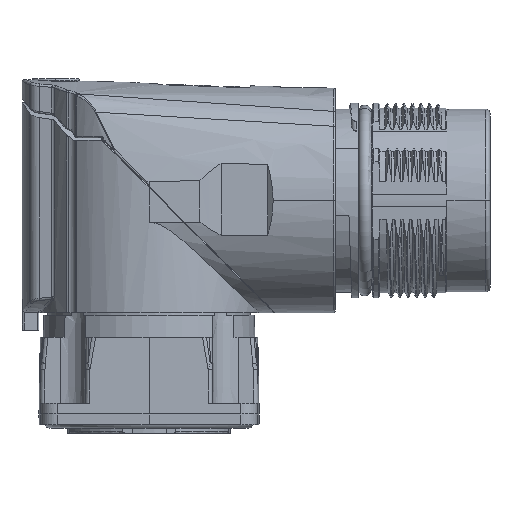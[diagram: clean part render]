
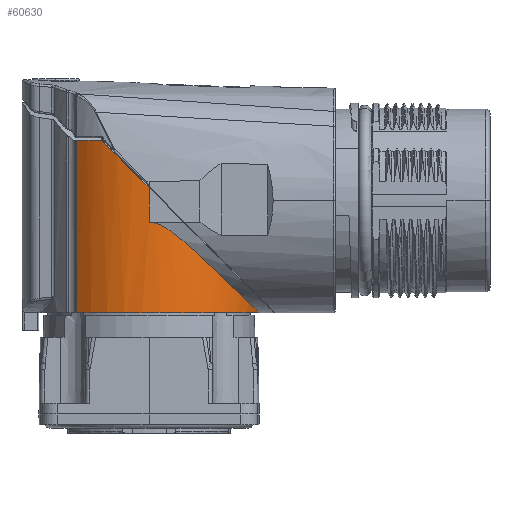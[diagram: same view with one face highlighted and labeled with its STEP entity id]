
A CAD part, left-side view. The second image highlights one B-rep face of the part: STEP entity #60630.
In plain terms, the highlighted cylindrical face has radius 13 mm (diameter 26 mm), a partial arc.
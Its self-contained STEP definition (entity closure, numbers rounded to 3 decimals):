
#21642=CARTESIAN_POINT('',(0.,0.,-13.25));
#21643=DIRECTION('',(0.,0.,1.));
#21644=DIRECTION('',(-0.754,0.657,0.));
#21645=AXIS2_PLACEMENT_3D('',#21642,#21643,#21644);
#21916=CARTESIAN_POINT('',(-13.,0.,1.5));
#21917=CARTESIAN_POINT('',(-13.,0.661,
2.161));
#21918=CARTESIAN_POINT('',(-12.9,1.951,
3.451));
#21919=CARTESIAN_POINT('',(-12.482,3.788,
5.288));
#21920=CARTESIAN_POINT('',(-12.037,4.949,
6.449));
#21921=CARTESIAN_POINT('',(-11.773,5.513,
7.013));
#22069=DIRECTION('',(0.,0.,-1.));
#22070=VECTOR('',#22069,4.057);
#22071=CARTESIAN_POINT('',(-13.,0.,1.5));
#22072=LINE('',#22071,#22070);
#22073=CARTESIAN_POINT('',(-13.,0.,-2.557));
#22074=CARTESIAN_POINT('',(-13.,-0.104,
-2.557));
#22075=CARTESIAN_POINT('',(-12.997,-0.318,
-2.57));
#22076=CARTESIAN_POINT('',(-12.985,-0.651,
-2.632));
#22077=CARTESIAN_POINT('',(-12.963,-1.008,
-2.742));
#22078=CARTESIAN_POINT('',(-12.927,-1.397,
-2.907));
#22079=CARTESIAN_POINT('',(-12.874,-1.822,
-3.133));
#22080=CARTESIAN_POINT('',(-12.802,-2.279,
-3.419));
#22081=CARTESIAN_POINT('',(-12.705,-2.77,
-3.765));
#22082=CARTESIAN_POINT('',(-12.578,-3.3,
-4.171));
#22083=CARTESIAN_POINT('',(-12.414,-3.875,
-4.639));
#22084=CARTESIAN_POINT('',(-12.203,-4.5,
-5.173));
#22085=CARTESIAN_POINT('',(-11.931,-5.183,
-5.777));
#22086=CARTESIAN_POINT('',(-11.579,-5.932,
-6.458));
#22087=CARTESIAN_POINT('',(-11.12,-6.759,
-7.225));
#22088=CARTESIAN_POINT('',(-10.516,-7.671,
-8.085));
#22089=CARTESIAN_POINT('',(-9.809,-8.555,
-8.929));
#22090=CARTESIAN_POINT('',(-9.059,-9.344,
-9.688));
#22091=CARTESIAN_POINT('',(-8.284,-10.036,
-10.357));
#22092=CARTESIAN_POINT('',(-7.481,-10.647,
-10.951));
#22093=CARTESIAN_POINT('',(-6.663,-11.176,
-11.466));
#22094=CARTESIAN_POINT('',(-5.834,-11.63,
-11.908));
#22095=CARTESIAN_POINT('',(-5.003,-12.01,
-12.28));
#22096=CARTESIAN_POINT('',(-4.166,-12.325,
-12.588));
#22097=CARTESIAN_POINT('',(-3.331,-12.576,
-12.834));
#22098=CARTESIAN_POINT('',(-2.495,-12.768,
-13.022));
#22099=CARTESIAN_POINT('',(-1.662,-12.902,
-13.154));
#22100=CARTESIAN_POINT('',(-0.831,-12.982,
-13.232));
#22101=CARTESIAN_POINT('',(-0.277,-13.,
-13.25));
#22102=CARTESIAN_POINT('',(0.,-13.,
-13.25));
#22104=CARTESIAN_POINT('',(-9.796,8.546,
7.126));
#22105=CARTESIAN_POINT('',(-10.545,7.687,
7.118));
#22106=CARTESIAN_POINT('',(-11.171,6.746,
7.11));
#22107=CARTESIAN_POINT('',(-11.673,5.723,
7.101));
#22109=CARTESIAN_POINT('',(-11.773,5.513,
7.013));
#22110=CARTESIAN_POINT('',(-11.764,5.532,
7.032));
#22111=CARTESIAN_POINT('',(-11.745,5.573,
7.064));
#22112=CARTESIAN_POINT('',(-11.712,5.643,
7.093));
#22113=CARTESIAN_POINT('',(-11.686,5.696,
7.101));
#22114=CARTESIAN_POINT('',(-11.673,5.723,
7.101));
#22141=DIRECTION('',(0.,0.,-1.));
#22142=VECTOR('',#22141,20.376);
#22143=CARTESIAN_POINT('',(-9.796,8.546,
7.126));
#22144=LINE('',#22143,#22142);
#30773=CARTESIAN_POINT('',(-9.796,8.546,-13.25));
#30774=VERTEX_POINT('',#30773);
#30775=CARTESIAN_POINT('',(0.,-13.,-13.25));
#30776=VERTEX_POINT('',#30775);
#30828=CARTESIAN_POINT('',(-13.,0.,1.5));
#30829=VERTEX_POINT('',#30828);
#30830=VERTEX_POINT('',#21921);
#30834=VERTEX_POINT('',#22073);
#30835=VERTEX_POINT('',#22114);
#30836=CARTESIAN_POINT('',(-9.796,8.546,
7.126));
#30837=VERTEX_POINT('',#30836);
#60612=CARTESIAN_POINT('',(0.,0.,-13.5));
#60613=DIRECTION('',(0.,0.,1.));
#60614=DIRECTION('',(0.,1.,0.));
#60615=AXIS2_PLACEMENT_3D('',#60612,#60613,#60614);
#60616=CYLINDRICAL_SURFACE('',#60615,13.);
#60618=ORIENTED_EDGE('',*,*,#60617,.F.);
#60619=ORIENTED_EDGE('',*,*,#60574,.F.);
#60621=ORIENTED_EDGE('',*,*,#60620,.T.);
#60622=ORIENTED_EDGE('',*,*,#60605,.T.);
#60623=ORIENTED_EDGE('',*,*,#60179,.F.);
#60625=ORIENTED_EDGE('',*,*,#60624,.F.);
#60627=ORIENTED_EDGE('',*,*,#60626,.T.);
#60628=EDGE_LOOP('',(#60618,#60619,#60621,#60622,#60623,#60625,#60627));
#60629=FACE_OUTER_BOUND('',#60628,.F.);
#60630=ADVANCED_FACE('',(#60629),#60616,.T.);
#21646=CIRCLE('',#21645,13.);
#21922=B_SPLINE_CURVE_WITH_KNOTS('',3,(#21916,#21917,#21918,#21919,#21920,
#21921),.UNSPECIFIED.,.F.,.F.,(4,1,1,4),(0.,0.333,
0.667,1.),.UNSPECIFIED.);
#22103=B_SPLINE_CURVE_WITH_KNOTS('',3,(#22073,#22074,#22075,#22076,#22077,
#22078,#22079,#22080,#22081,#22082,#22083,#22084,#22085,#22086,#22087,#22088,
#22089,#22090,#22091,#22092,#22093,#22094,#22095,#22096,#22097,#22098,#22099,
#22100,#22101,#22102),.UNSPECIFIED.,.F.,.F.,(4,1,1,1,1,1,1,1,1,1,1,1,1,1,1,1,1,
1,1,1,1,1,1,1,1,1,1,4),(0.,0.037,0.074,
0.111,0.148,0.185,0.222,
0.259,0.296,0.333,0.37,
0.407,0.444,0.481,0.519,
0.556,0.593,0.63,0.667,
0.704,0.741,0.778,0.815,
0.852,0.889,0.926,0.963,1.),
.UNSPECIFIED.);
#22108=B_SPLINE_CURVE_WITH_KNOTS('',3,(#22104,#22105,#22106,#22107),
.UNSPECIFIED.,.F.,.F.,(4,4),(0.,1.),.UNSPECIFIED.);
#22115=B_SPLINE_CURVE_WITH_KNOTS('',3,(#22109,#22110,#22111,#22112,#22113,
#22114),.UNSPECIFIED.,.F.,.F.,(4,1,1,4),(0.,0.333,
0.667,1.),.UNSPECIFIED.);
#60179=EDGE_CURVE('',#30774,#30776,#21646,.T.);
#60574=EDGE_CURVE('',#30829,#30830,#21922,.T.);
#60605=EDGE_CURVE('',#30834,#30776,#22103,.T.);
#60617=EDGE_CURVE('',#30830,#30835,#22115,.T.);
#60620=EDGE_CURVE('',#30829,#30834,#22072,.T.);
#60624=EDGE_CURVE('',#30837,#30774,#22144,.T.);
#60626=EDGE_CURVE('',#30837,#30835,#22108,.T.);
